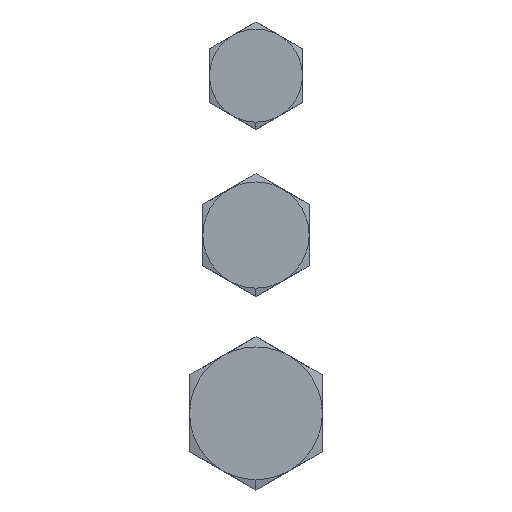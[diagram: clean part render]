
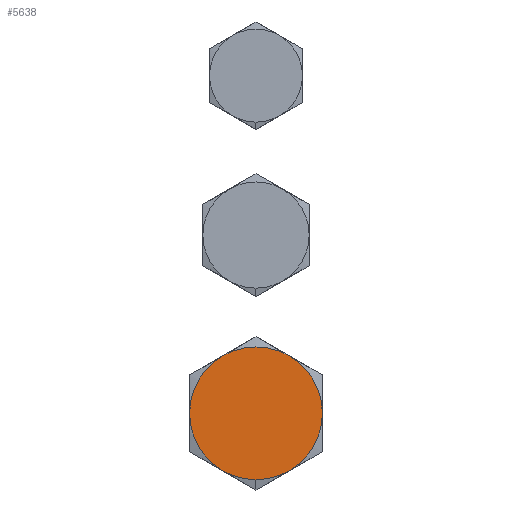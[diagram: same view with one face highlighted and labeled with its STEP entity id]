
A CAD part, left-side view. The second image highlights one B-rep face of the part: STEP entity #5638.
In plain terms, the highlighted planar face has unit normal (-1, 0, 0).
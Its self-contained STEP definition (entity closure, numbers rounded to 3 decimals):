
#103 = DIRECTION ( 'NONE',  ( 1., 0., 0. ) ) ;
#131 = AXIS2_PLACEMENT_3D ( 'NONE', #3155, #4235, #11437 ) ;
#259 = DIRECTION ( 'NONE',  ( 0., 0., -1. ) ) ;
#523 = DIRECTION ( 'NONE',  ( 1., 0., 0. ) ) ;
#646 = CIRCLE ( 'NONE', #9781, 5. ) ;
#890 = CARTESIAN_POINT ( 'NONE',  ( -4., 0., 0. ) ) ;
#987 = DIRECTION ( 'NONE',  ( 0., 0., -1. ) ) ;
#1001 = AXIS2_PLACEMENT_3D ( 'NONE', #2119, #7676, #4481 ) ;
#1079 = EDGE_CURVE ( 'NONE', #10406, #13061, #11285, .T. ) ;
#1923 = EDGE_CURVE ( 'NONE', #4072, #9417, #9733, .T. ) ;
#2119 = CARTESIAN_POINT ( 'NONE',  ( -4., 0., 0. ) ) ;
#2331 = EDGE_CURVE ( 'NONE', #7330, #4072, #2747, .T. ) ;
#2747 = CIRCLE ( 'NONE', #7964, 5. ) ;
#2758 = ORIENTED_EDGE ( 'NONE', *, *, #6469, .F. ) ;
#2858 = CARTESIAN_POINT ( 'NONE',  ( -4., -2.5, -4.33 ) ) ;
#3114 = DIRECTION ( 'NONE',  ( 0., 0., -1. ) ) ;
#3155 = CARTESIAN_POINT ( 'NONE',  ( -4., 0., 0. ) ) ;
#3241 = ORIENTED_EDGE ( 'NONE', *, *, #9574, .F. ) ;
#3509 = EDGE_LOOP ( 'NONE', ( #3241, #3641, #2758, #7055, #8023, #10256, #11861 ) ) ;
#3596 = CARTESIAN_POINT ( 'NONE',  ( -4., 2.5, 4.33 ) ) ;
#3641 = ORIENTED_EDGE ( 'NONE', *, *, #1079, .F. ) ;
#3827 = CARTESIAN_POINT ( 'NONE',  ( -4., -5., 0. ) ) ;
#4056 = CIRCLE ( 'NONE', #11851, 5. ) ;
#4072 = VERTEX_POINT ( 'NONE', #2858 ) ;
#4228 = DIRECTION ( 'NONE',  ( 1., 0., 0. ) ) ;
#4230 = PLANE ( 'NONE',  #1001 ) ;
#4235 = DIRECTION ( 'NONE',  ( 1., 0., 0. ) ) ;
#4481 = DIRECTION ( 'NONE',  ( 0., 1., 0. ) ) ;
#4670 = DIRECTION ( 'NONE',  ( 0., 0., -1. ) ) ;
#4807 = EDGE_CURVE ( 'NONE', #12263, #7330, #4056, .T. ) ;
#5638 = ADVANCED_FACE ( 'NONE', ( #12439 ), #4230, .F. ) ;
#5680 = CARTESIAN_POINT ( 'NONE',  ( -4., 0., 0. ) ) ;
#5934 = CARTESIAN_POINT ( 'NONE',  ( -4., -2.5, 4.33 ) ) ;
#6017 = CARTESIAN_POINT ( 'NONE',  ( -4., 0., -5. ) ) ;
#6155 = DIRECTION ( 'NONE',  ( 1., 0., 0. ) ) ;
#6357 = CARTESIAN_POINT ( 'NONE',  ( -4., 0., 0. ) ) ;
#6409 = CARTESIAN_POINT ( 'NONE',  ( -4., 2.5, -4.33 ) ) ;
#6469 = EDGE_CURVE ( 'NONE', #9417, #10406, #11840, .T. ) ;
#6762 = CARTESIAN_POINT ( 'NONE',  ( -4., 5., 0. ) ) ;
#7055 = ORIENTED_EDGE ( 'NONE', *, *, #1923, .F. ) ;
#7330 = VERTEX_POINT ( 'NONE', #3827 ) ;
#7676 = DIRECTION ( 'NONE',  ( 1., 0., 0. ) ) ;
#7964 = AXIS2_PLACEMENT_3D ( 'NONE', #9157, #13280, #12258 ) ;
#8023 = ORIENTED_EDGE ( 'NONE', *, *, #2331, .F. ) ;
#8630 = CARTESIAN_POINT ( 'NONE',  ( -4., 0., 0. ) ) ;
#8734 = EDGE_CURVE ( 'NONE', #9301, #12263, #9610, .T. ) ;
#8910 = AXIS2_PLACEMENT_3D ( 'NONE', #890, #4228, #9193 ) ;
#9157 = CARTESIAN_POINT ( 'NONE',  ( -4., 0., 0. ) ) ;
#9193 = DIRECTION ( 'NONE',  ( 0., 0., -1. ) ) ;
#9301 = VERTEX_POINT ( 'NONE', #3596 ) ;
#9363 = CARTESIAN_POINT ( 'NONE',  ( -4., 0., 0. ) ) ;
#9417 = VERTEX_POINT ( 'NONE', #6017 ) ;
#9574 = EDGE_CURVE ( 'NONE', #13061, #9301, #646, .T. ) ;
#9610 = CIRCLE ( 'NONE', #12415, 5. ) ;
#9733 = CIRCLE ( 'NONE', #13180, 5. ) ;
#9781 = AXIS2_PLACEMENT_3D ( 'NONE', #6357, #103, #987 ) ;
#10256 = ORIENTED_EDGE ( 'NONE', *, *, #4807, .F. ) ;
#10406 = VERTEX_POINT ( 'NONE', #6409 ) ;
#10598 = DIRECTION ( 'NONE',  ( 1., 0., 0. ) ) ;
#11285 = CIRCLE ( 'NONE', #8910, 5. ) ;
#11437 = DIRECTION ( 'NONE',  ( 0., 0., -1. ) ) ;
#11840 = CIRCLE ( 'NONE', #131, 5. ) ;
#11851 = AXIS2_PLACEMENT_3D ( 'NONE', #5680, #523, #4670 ) ;
#11861 = ORIENTED_EDGE ( 'NONE', *, *, #8734, .F. ) ;
#12258 = DIRECTION ( 'NONE',  ( 0., 0., -1. ) ) ;
#12263 = VERTEX_POINT ( 'NONE', #5934 ) ;
#12415 = AXIS2_PLACEMENT_3D ( 'NONE', #9363, #6155, #3114 ) ;
#12439 = FACE_OUTER_BOUND ( 'NONE', #3509, .T. ) ;
#13061 = VERTEX_POINT ( 'NONE', #6762 ) ;
#13180 = AXIS2_PLACEMENT_3D ( 'NONE', #8630, #10598, #259 ) ;
#13280 = DIRECTION ( 'NONE',  ( 1., 0., 0. ) ) ;
